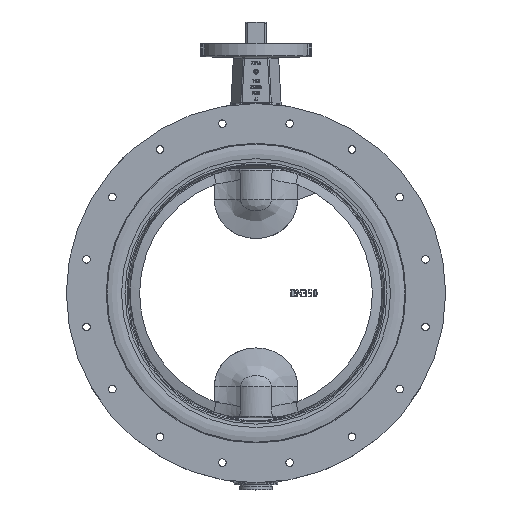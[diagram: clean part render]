
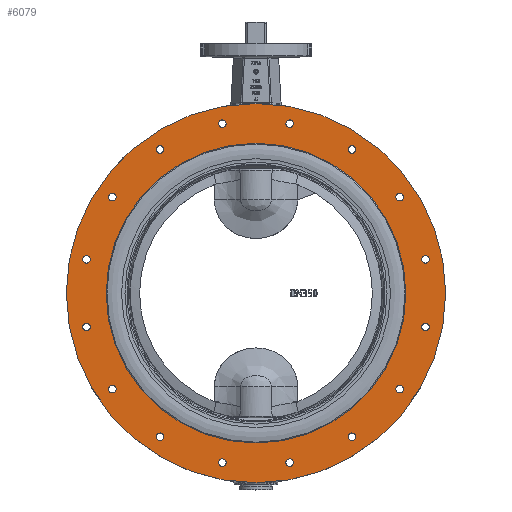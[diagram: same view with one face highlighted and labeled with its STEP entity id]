
A CAD part, top view. The second image highlights one B-rep face of the part: STEP entity #6079.
In plain terms, the highlighted planar face has unit normal (0, 0, 1).
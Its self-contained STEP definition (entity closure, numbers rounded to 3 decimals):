
#5269=CARTESIAN_POINT('',(-199.5,0.,32.5));
#5270=VERTEX_POINT('',#5269);
#5271=CARTESIAN_POINT('',(0.,0.,32.5));
#5272=DIRECTION('',(0.0,0.0,-1.0));
#5273=DIRECTION('',(-1.0,0.0,0.0));
#5274=AXIS2_PLACEMENT_3D('',#5271,#5272,#5273);
#5275=CIRCLE('',#5274,199.5);
#5276=EDGE_CURVE('',#5270,#5270,#5275,.T.);
#5300=CARTESIAN_POINT('',(-122.728,-191.238,32.5));
#5301=VERTEX_POINT('',#5300);
#5302=CARTESIAN_POINT('',(-127.781,-191.238,32.5));
#5303=DIRECTION('',(0.0,0.0,-1.0));
#5304=DIRECTION('',(1.0,0.0,0.0));
#5305=AXIS2_PLACEMENT_3D('',#5302,#5303,#5304);
#5306=CIRCLE('',#5305,5.053);
#5307=EDGE_CURVE('',#5301,#5301,#5306,.T.);
#5328=CARTESIAN_POINT('',(-39.818,-225.581,32.5));
#5329=VERTEX_POINT('',#5328);
#5330=CARTESIAN_POINT('',(-44.871,-225.581,32.5));
#5331=DIRECTION('',(0.0,0.0,-1.0));
#5332=DIRECTION('',(1.0,0.0,0.0));
#5333=AXIS2_PLACEMENT_3D('',#5330,#5331,#5332);
#5334=CIRCLE('',#5333,5.053);
#5335=EDGE_CURVE('',#5329,#5329,#5334,.T.);
#5356=CARTESIAN_POINT('',(132.834,191.238,32.5));
#5357=VERTEX_POINT('',#5356);
#5358=CARTESIAN_POINT('',(127.781,191.238,32.5));
#5359=DIRECTION('',(0.0,0.0,-1.0));
#5360=DIRECTION('',(1.0,0.0,0.0));
#5361=AXIS2_PLACEMENT_3D('',#5358,#5359,#5360);
#5362=CIRCLE('',#5361,5.053);
#5363=EDGE_CURVE('',#5357,#5357,#5362,.T.);
#5384=CARTESIAN_POINT('',(49.924,225.581,32.5));
#5385=VERTEX_POINT('',#5384);
#5386=CARTESIAN_POINT('',(44.871,225.581,32.5));
#5387=DIRECTION('',(0.0,0.0,-1.0));
#5388=DIRECTION('',(1.0,0.0,0.0));
#5389=AXIS2_PLACEMENT_3D('',#5386,#5387,#5388);
#5390=CIRCLE('',#5389,5.053);
#5391=EDGE_CURVE('',#5385,#5385,#5390,.T.);
#5412=CARTESIAN_POINT('',(230.634,-44.871,32.5));
#5413=VERTEX_POINT('',#5412);
#5414=CARTESIAN_POINT('',(225.581,-44.871,32.5));
#5415=DIRECTION('',(0.0,0.0,-1.0));
#5416=DIRECTION('',(1.0,0.0,0.0));
#5417=AXIS2_PLACEMENT_3D('',#5414,#5415,#5416);
#5418=CIRCLE('',#5417,5.053);
#5419=EDGE_CURVE('',#5413,#5413,#5418,.T.);
#5440=CARTESIAN_POINT('',(196.291,-127.781,32.5));
#5441=VERTEX_POINT('',#5440);
#5442=CARTESIAN_POINT('',(191.238,-127.781,32.5));
#5443=DIRECTION('',(0.0,0.0,-1.0));
#5444=DIRECTION('',(1.0,0.0,0.0));
#5445=AXIS2_PLACEMENT_3D('',#5442,#5443,#5444);
#5446=CIRCLE('',#5445,5.053);
#5447=EDGE_CURVE('',#5441,#5441,#5446,.T.);
#5468=CARTESIAN_POINT('',(132.834,-191.238,32.5));
#5469=VERTEX_POINT('',#5468);
#5470=CARTESIAN_POINT('',(127.781,-191.238,32.5));
#5471=DIRECTION('',(0.0,0.0,-1.0));
#5472=DIRECTION('',(1.0,0.0,0.0));
#5473=AXIS2_PLACEMENT_3D('',#5470,#5471,#5472);
#5474=CIRCLE('',#5473,5.053);
#5475=EDGE_CURVE('',#5469,#5469,#5474,.T.);
#5496=CARTESIAN_POINT('',(49.924,-225.581,32.5));
#5497=VERTEX_POINT('',#5496);
#5498=CARTESIAN_POINT('',(44.871,-225.581,32.5));
#5499=DIRECTION('',(0.0,0.0,-1.0));
#5500=DIRECTION('',(1.0,0.0,0.0));
#5501=AXIS2_PLACEMENT_3D('',#5498,#5499,#5500);
#5502=CIRCLE('',#5501,5.053);
#5503=EDGE_CURVE('',#5497,#5497,#5502,.T.);
#5524=CARTESIAN_POINT('',(-186.185,-127.781,32.5));
#5525=VERTEX_POINT('',#5524);
#5526=CARTESIAN_POINT('',(-191.238,-127.781,32.5));
#5527=DIRECTION('',(0.0,0.0,-1.0));
#5528=DIRECTION('',(1.0,0.0,0.0));
#5529=AXIS2_PLACEMENT_3D('',#5526,#5527,#5528);
#5530=CIRCLE('',#5529,5.053);
#5531=EDGE_CURVE('',#5525,#5525,#5530,.T.);
#5552=CARTESIAN_POINT('',(-220.528,-44.871,32.5));
#5553=VERTEX_POINT('',#5552);
#5554=CARTESIAN_POINT('',(-225.581,-44.871,32.5));
#5555=DIRECTION('',(0.0,0.0,-1.0));
#5556=DIRECTION('',(1.0,0.0,0.0));
#5557=AXIS2_PLACEMENT_3D('',#5554,#5555,#5556);
#5558=CIRCLE('',#5557,5.053);
#5559=EDGE_CURVE('',#5553,#5553,#5558,.T.);
#5580=CARTESIAN_POINT('',(-220.528,44.871,32.5));
#5581=VERTEX_POINT('',#5580);
#5582=CARTESIAN_POINT('',(-225.581,44.871,32.5));
#5583=DIRECTION('',(0.0,0.0,-1.0));
#5584=DIRECTION('',(1.0,0.0,0.0));
#5585=AXIS2_PLACEMENT_3D('',#5582,#5583,#5584);
#5586=CIRCLE('',#5585,5.053);
#5587=EDGE_CURVE('',#5581,#5581,#5586,.T.);
#5608=CARTESIAN_POINT('',(-186.185,127.781,32.5));
#5609=VERTEX_POINT('',#5608);
#5610=CARTESIAN_POINT('',(-191.238,127.781,32.5));
#5611=DIRECTION('',(0.0,0.0,-1.0));
#5612=DIRECTION('',(1.0,0.0,0.0));
#5613=AXIS2_PLACEMENT_3D('',#5610,#5611,#5612);
#5614=CIRCLE('',#5613,5.053);
#5615=EDGE_CURVE('',#5609,#5609,#5614,.T.);
#5636=CARTESIAN_POINT('',(-122.728,191.238,32.5));
#5637=VERTEX_POINT('',#5636);
#5638=CARTESIAN_POINT('',(-127.781,191.238,32.5));
#5639=DIRECTION('',(0.0,0.0,-1.0));
#5640=DIRECTION('',(1.0,0.0,0.0));
#5641=AXIS2_PLACEMENT_3D('',#5638,#5639,#5640);
#5642=CIRCLE('',#5641,5.053);
#5643=EDGE_CURVE('',#5637,#5637,#5642,.T.);
#5664=CARTESIAN_POINT('',(-39.818,225.581,32.5));
#5665=VERTEX_POINT('',#5664);
#5666=CARTESIAN_POINT('',(-44.871,225.581,32.5));
#5667=DIRECTION('',(0.0,0.0,-1.0));
#5668=DIRECTION('',(1.0,0.0,0.0));
#5669=AXIS2_PLACEMENT_3D('',#5666,#5667,#5668);
#5670=CIRCLE('',#5669,5.053);
#5671=EDGE_CURVE('',#5665,#5665,#5670,.T.);
#5692=CARTESIAN_POINT('',(196.291,127.781,32.5));
#5693=VERTEX_POINT('',#5692);
#5694=CARTESIAN_POINT('',(191.238,127.781,32.5));
#5695=DIRECTION('',(0.0,0.0,-1.0));
#5696=DIRECTION('',(1.0,0.0,0.0));
#5697=AXIS2_PLACEMENT_3D('',#5694,#5695,#5696);
#5698=CIRCLE('',#5697,5.053);
#5699=EDGE_CURVE('',#5693,#5693,#5698,.T.);
#5720=CARTESIAN_POINT('',(230.634,44.871,32.5));
#5721=VERTEX_POINT('',#5720);
#5722=CARTESIAN_POINT('',(225.581,44.871,32.5));
#5723=DIRECTION('',(0.0,0.0,-1.0));
#5724=DIRECTION('',(1.0,0.0,0.0));
#5725=AXIS2_PLACEMENT_3D('',#5722,#5723,#5724);
#5726=CIRCLE('',#5725,5.053);
#5727=EDGE_CURVE('',#5721,#5721,#5726,.T.);
#6012=CARTESIAN_POINT('',(0.,255.88,32.5));
#6013=DIRECTION('',(0.0,0.0,-1.0));
#6014=DIRECTION('',(-1.0,0.0,0.0));
#6015=AXIS2_PLACEMENT_3D('',#6012,#6013,#6014);
#6016=PLANE('',#6015);
#6017=CARTESIAN_POINT('',(252.5,0.,32.5));
#6018=VERTEX_POINT('',#6017);
#6019=CARTESIAN_POINT('',(0.,0.,32.5));
#6020=DIRECTION('',(0.0,0.0,1.0));
#6021=DIRECTION('',(-1.0,0.0,0.0));
#6022=AXIS2_PLACEMENT_3D('',#6019,#6020,#6021);
#6023=CIRCLE('',#6022,252.5);
#6024=EDGE_CURVE('',#6018,#6018,#6023,.T.);
#6025=ORIENTED_EDGE('',*,*,#6024,.T.);
#6026=EDGE_LOOP('',(#6025));
#6027=FACE_OUTER_BOUND('',#6026,.T.);
#6028=ORIENTED_EDGE('',*,*,#5307,.T.);
#6029=EDGE_LOOP('',(#6028));
#6030=FACE_BOUND('',#6029,.T.);
#6031=ORIENTED_EDGE('',*,*,#5335,.T.);
#6032=EDGE_LOOP('',(#6031));
#6033=FACE_BOUND('',#6032,.T.);
#6034=ORIENTED_EDGE('',*,*,#5363,.T.);
#6035=EDGE_LOOP('',(#6034));
#6036=FACE_BOUND('',#6035,.T.);
#6037=ORIENTED_EDGE('',*,*,#5391,.T.);
#6038=EDGE_LOOP('',(#6037));
#6039=FACE_BOUND('',#6038,.T.);
#6040=ORIENTED_EDGE('',*,*,#5419,.T.);
#6041=EDGE_LOOP('',(#6040));
#6042=FACE_BOUND('',#6041,.T.);
#6043=ORIENTED_EDGE('',*,*,#5447,.T.);
#6044=EDGE_LOOP('',(#6043));
#6045=FACE_BOUND('',#6044,.T.);
#6046=ORIENTED_EDGE('',*,*,#5475,.T.);
#6047=EDGE_LOOP('',(#6046));
#6048=FACE_BOUND('',#6047,.T.);
#6049=ORIENTED_EDGE('',*,*,#5503,.T.);
#6050=EDGE_LOOP('',(#6049));
#6051=FACE_BOUND('',#6050,.T.);
#6052=ORIENTED_EDGE('',*,*,#5531,.T.);
#6053=EDGE_LOOP('',(#6052));
#6054=FACE_BOUND('',#6053,.T.);
#6055=ORIENTED_EDGE('',*,*,#5559,.T.);
#6056=EDGE_LOOP('',(#6055));
#6057=FACE_BOUND('',#6056,.T.);
#6058=ORIENTED_EDGE('',*,*,#5587,.T.);
#6059=EDGE_LOOP('',(#6058));
#6060=FACE_BOUND('',#6059,.T.);
#6061=ORIENTED_EDGE('',*,*,#5615,.T.);
#6062=EDGE_LOOP('',(#6061));
#6063=FACE_BOUND('',#6062,.T.);
#6064=ORIENTED_EDGE('',*,*,#5643,.T.);
#6065=EDGE_LOOP('',(#6064));
#6066=FACE_BOUND('',#6065,.T.);
#6067=ORIENTED_EDGE('',*,*,#5671,.T.);
#6068=EDGE_LOOP('',(#6067));
#6069=FACE_BOUND('',#6068,.T.);
#6070=ORIENTED_EDGE('',*,*,#5699,.T.);
#6071=EDGE_LOOP('',(#6070));
#6072=FACE_BOUND('',#6071,.T.);
#6073=ORIENTED_EDGE('',*,*,#5727,.T.);
#6074=EDGE_LOOP('',(#6073));
#6075=FACE_BOUND('',#6074,.T.);
#6076=ORIENTED_EDGE('',*,*,#5276,.T.);
#6077=EDGE_LOOP('',(#6076));
#6078=FACE_BOUND('',#6077,.T.);
#6079=ADVANCED_FACE('',(#6027,#6030,#6033,#6036,#6039,#6042,#6045,#6048,#6051,#6054,#6057,#6060,#6063,#6066,#6069,#6072,#6075,#6078),#6016,.F.);
